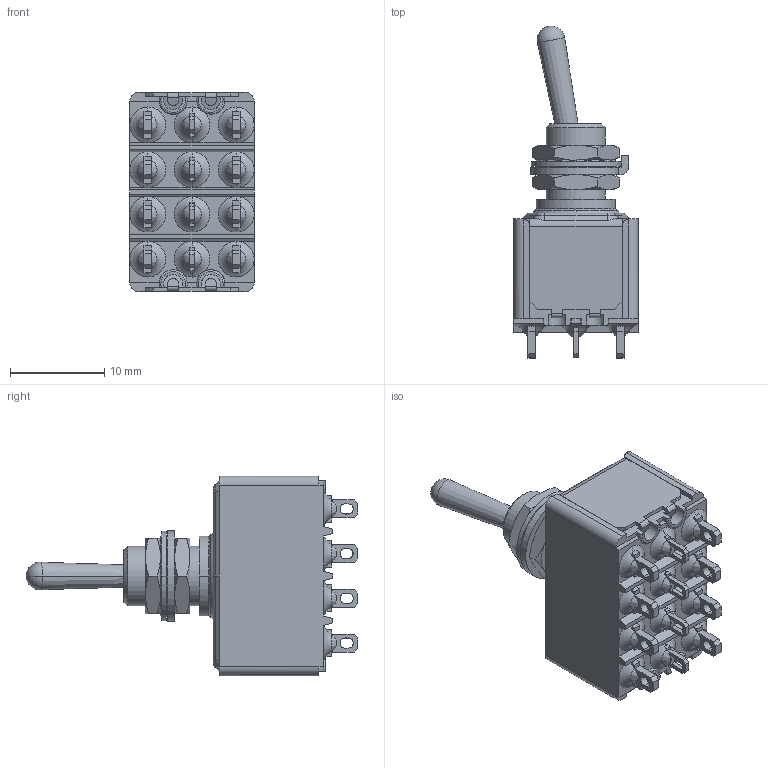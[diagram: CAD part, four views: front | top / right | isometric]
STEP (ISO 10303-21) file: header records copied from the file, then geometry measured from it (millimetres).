
FILE_DESCRIPTION((''),'2;1');
FILE_NAME('5666AB','2009-04-20T',('francis'),(''),'PRO/ENGINEER BY PARAMETRIC TECHNOLOGY CORPORATION, 2008400','PRO/ENGINEER BY PARAMETRIC TECHNOLOGY CORPORATION, 2008400','');
FILE_SCHEMA(('CONFIG_CONTROL_DESIGN'));
Length unit declared in the file: millimetre
Products named in the file (1): 5666AB
Bounding box: 13.2 x 35.24 x 21.2 mm (x, y, z)
Volume: 1915.9 mm3; surface area: 4477.8 mm2
Topology: 1 solids, 1 shells, 1246 faces, 3545 edges, 2234 vertices
Faces by surface type: plane 830, cylinder 205, cone 87, bspline 48, torus 40, sphere 36
Entity records: 43758 total; most frequent: CARTESIAN_POINT 12067, ORIENTED_EDGE 7086, DIRECTION 6024, EDGE_CURVE 3543, VECTOR 2274, LINE 2274, VERTEX_POINT 2234, AXIS2_PLACEMENT_3D 1875
